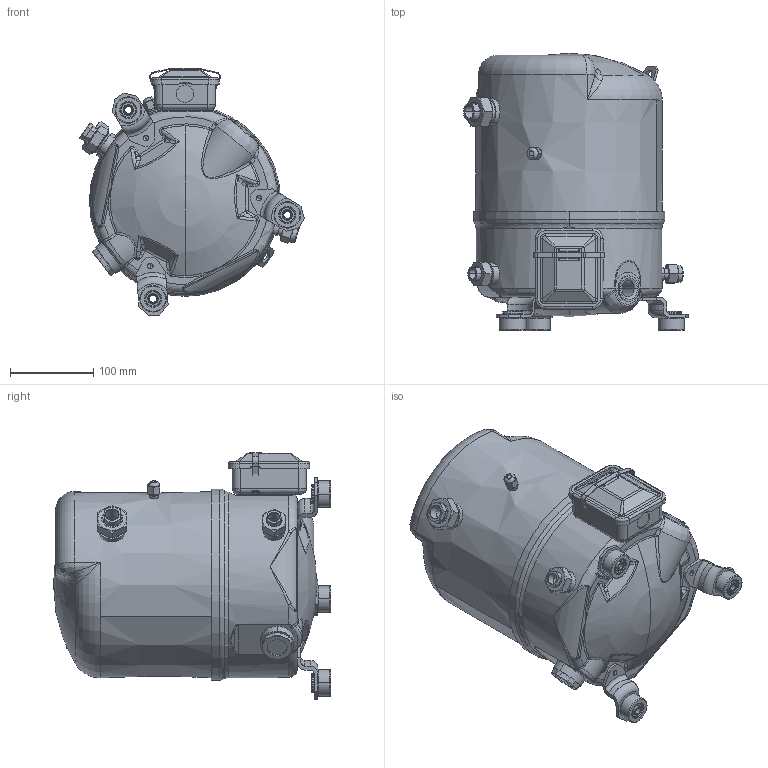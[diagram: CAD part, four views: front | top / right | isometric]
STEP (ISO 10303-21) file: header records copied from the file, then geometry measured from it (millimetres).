
FILE_DESCRIPTION((''),'2;1');
FILE_NAME('8501022_ASM','2009-11-18T',('frcc0194'),('DANFOSS COMMERCIAL COMPRESSOR'),'PRO/ENGINEER BY PARAMETRIC TECHNOLOGY CORPORATION, 2006200','PRO/ENGINEER BY PARAMETRIC TECHNOLOGY CORPORATION, 2006200','');
FILE_SCHEMA(('CONFIG_CONTROL_DESIGN'));
Length unit declared in the file: millimetre
Products named in the file (31): 5312270P03; 5204002; 5311031; 7315030; 5312084; VIS; 5314003_ASM; 5312034; 5311068; 5311089; 5311041; 5313002; 5314012_ASM; 5314013P03_ASM; 5603004; 5302006; 6204001; 5311143; 5311025P05; 5606023; 6405006; 5312182P02; 5311029; 5312052P02; 5311363; 5316062P03_ASM; 6807027; 5311146; 5311025P01; 6807054; 8501022_ASM
Assembly tree (38 placements, depth 4):
  8501022_ASM
    5314013P03_ASM
      5312270P03
      5204002
      5311031  x3
      7315030
      5314003_ASM
        5312084
        VIS
      5312034  x3
      5311068
      5311089
      5314012_ASM
        5311041
        5313002
    5603004  x3
    5302006  x3
    6204001
    5311143
    5311025P05
    5606023
    6405006
    5316062P03_ASM
      5312182P02
      5311029
      5312052P02
      5311363
    6807027
    5311146
    5311025P01
    6807054
Bounding box: 270.15 x 333.2 x 297.9 mm (x, y, z)
Volume: 929298.9 mm3; surface area: 726785.8 mm2
Topology: 36 solids, 46 shells, 1737 faces, 3950 edges, 2326 vertices
Faces by surface type: cylinder 562, plane 391, bspline 298, torus 226, cone 174, sphere 86
Entity records: 59538 total; most frequent: CARTESIAN_POINT 25650, DIRECTION 7010, ORIENTED_EDGE 6944, EDGE_CURVE 3494, AXIS2_PLACEMENT_3D 2925, VERTEX_POINT 2078, EDGE_LOOP 1676, CIRCLE 1564
